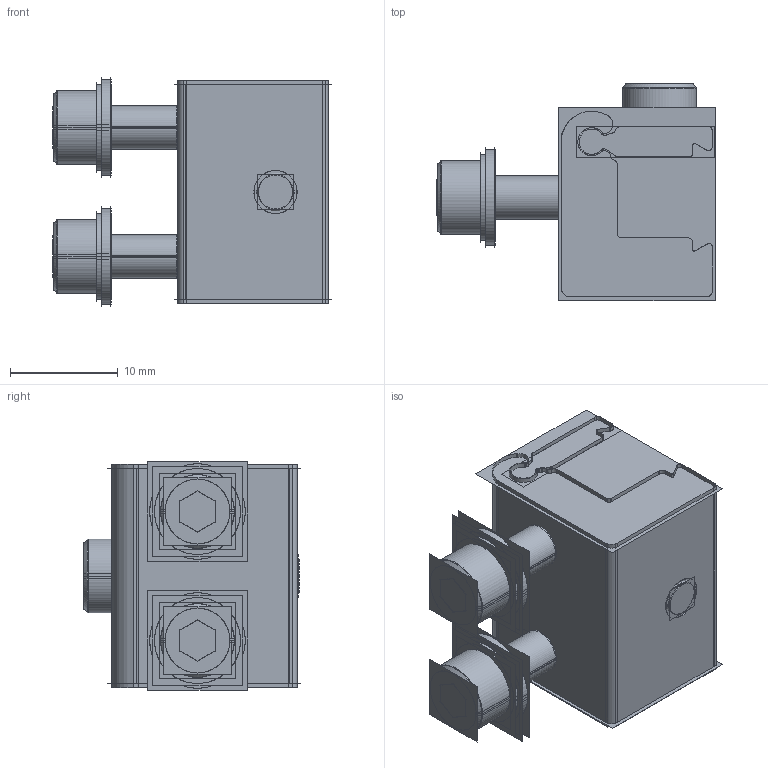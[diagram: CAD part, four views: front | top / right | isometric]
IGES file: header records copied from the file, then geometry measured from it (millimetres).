
Start section:  PTC IGES file: 205102.igs
Global section: file name: 205102.igs; native system: Creo Parametric by PTC Inc.; preprocessor: 2016260; author: pdmadmin; organization: Unknown; date: 20180607.070544; units: millimetre
Bounding box: 25.9 x 20.24 x 21.25 mm (x, y, z)
Volume: 3944.9 mm3; surface area: 18256.6 mm2
Topology: 10 solids, 13 shells, 434 faces, 2214 edges, 2810 vertices
Faces by surface type: revolution 228, bspline 206
